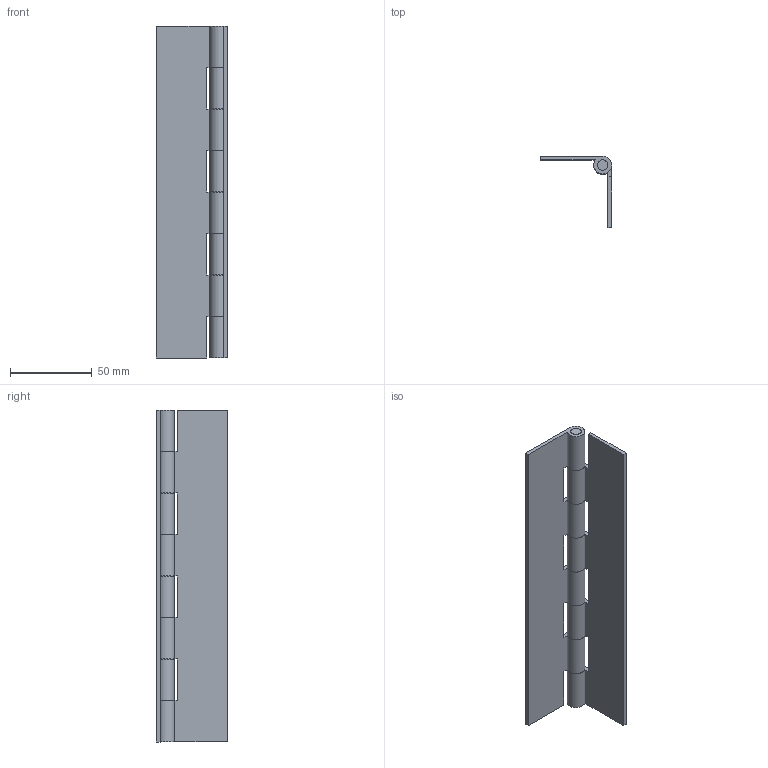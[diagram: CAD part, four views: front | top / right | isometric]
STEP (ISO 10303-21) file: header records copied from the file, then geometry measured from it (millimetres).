
FILE_DESCRIPTION(/* description */ (''),/* implementation_level */ '2;1');
FILE_NAME(/* name */ 'FE-00004-08.iam.stp',/* time_stamp */ '2018-01-01T11:22:06-08:00',/* author */ ('PhillipD'),/* organization */ (''),/* preprocessor_version */ 'ST-DEVELOPER v16.13',/* originating_system */ 'Autodesk Inventor 2018',/* authorisation */ '');
FILE_SCHEMA (('AUTOMOTIVE_DESIGN { 1 0 10303 214 3 1 1 }'));
Length unit declared in the file: inch
Products named in the file (3): FE-00004-08; FE-00004-08a; FE-00004-08b
Assembly tree (3 placements, depth 2):
  FE-00004-08
    FE-00004-08a  x2
    FE-00004-08b
Bounding box: 43.56 x 43.56 x 203.2 mm (x, y, z)
Volume: 49625 mm3; surface area: 44030.2 mm2
Topology: 3 solids, 3 shells, 51 faces, 135 edges, 90 vertices
Faces by surface type: plane 34, cylinder 17
Full cylindrical faces by diameter (mm): 6.35 x9
Entity records: 939 total; most frequent: DIRECTION 148, CARTESIAN_POINT 143, ORIENTED_EDGE 128, EDGE_CURVE 64, AXIS2_PLACEMENT_3D 51, LINE 46, VECTOR 46, VERTEX_POINT 46
